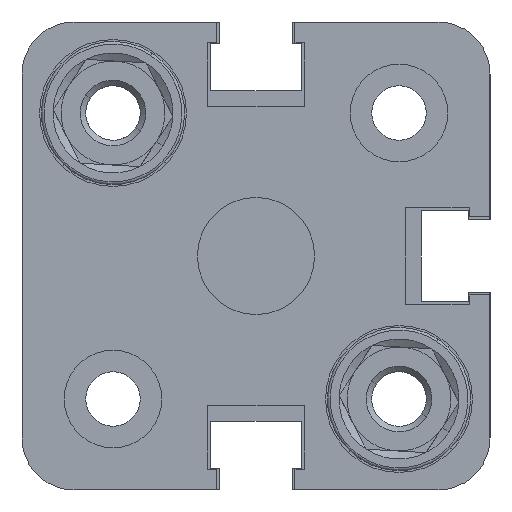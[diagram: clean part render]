
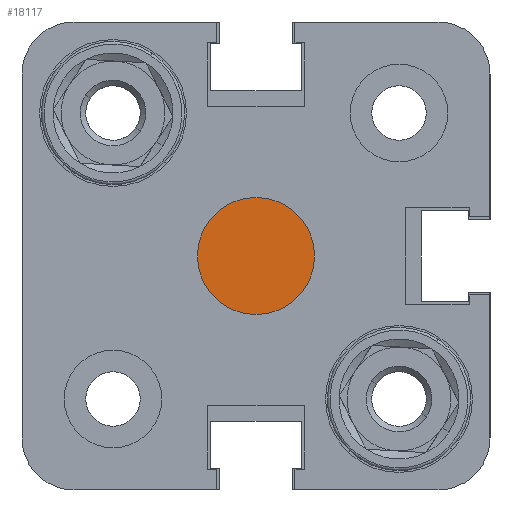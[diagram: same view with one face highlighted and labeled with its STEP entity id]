
A CAD part, left-side view. The second image highlights one B-rep face of the part: STEP entity #18117.
In plain terms, the highlighted planar face has unit normal (-1, 0, 0).
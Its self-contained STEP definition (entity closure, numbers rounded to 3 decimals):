
#3147 = CIRCLE ( 'NONE', #19608, 4.5 ) ;
#3564 = AXIS2_PLACEMENT_3D ( 'NONE', #4664, #18063, #15715 ) ;
#3983 = DIRECTION ( 'NONE',  ( -1., 0., 0. ) ) ;
#4664 = CARTESIAN_POINT ( 'NONE',  ( 3., 0., 0. ) ) ;
#8084 = VERTEX_POINT ( 'NONE', #24733 ) ;
#9375 = FACE_OUTER_BOUND ( 'NONE', #13949, .T. ) ;
#9955 = ORIENTED_EDGE ( 'NONE', *, *, #26881, .T. ) ;
#11711 = EDGE_CURVE ( 'NONE', #17082, #8084, #20606, .T. ) ;
#12630 = CARTESIAN_POINT ( 'NONE',  ( 3., 0., -4.5 ) ) ;
#13949 = EDGE_LOOP ( 'NONE', ( #9955, #24369 ) ) ;
#15498 = AXIS2_PLACEMENT_3D ( 'NONE', #18007, #15944, #24772 ) ;
#15715 = DIRECTION ( 'NONE',  ( 0., 0., 1. ) ) ;
#15944 = DIRECTION ( 'NONE',  ( -1., 0., 0. ) ) ;
#17082 = VERTEX_POINT ( 'NONE', #12630 ) ;
#18007 = CARTESIAN_POINT ( 'NONE',  ( 3., 0., 0. ) ) ;
#18063 = DIRECTION ( 'NONE',  ( -1., 0., 0. ) ) ;
#18117 = ADVANCED_FACE ( 'NONE', ( #9375 ), #22479, .T. ) ;
#19608 = AXIS2_PLACEMENT_3D ( 'NONE', #28136, #3983, #21810 ) ;
#20606 = CIRCLE ( 'NONE', #15498, 4.5 ) ;
#21810 = DIRECTION ( 'NONE',  ( 0., 0., 1. ) ) ;
#22479 = PLANE ( 'NONE',  #3564 ) ;
#24369 = ORIENTED_EDGE ( 'NONE', *, *, #11711, .T. ) ;
#24733 = CARTESIAN_POINT ( 'NONE',  ( 3., 0., 4.5 ) ) ;
#24772 = DIRECTION ( 'NONE',  ( 0., 0., 1. ) ) ;
#26881 = EDGE_CURVE ( 'NONE', #8084, #17082, #3147, .T. ) ;
#28136 = CARTESIAN_POINT ( 'NONE',  ( 3., 0., 0. ) ) ;
